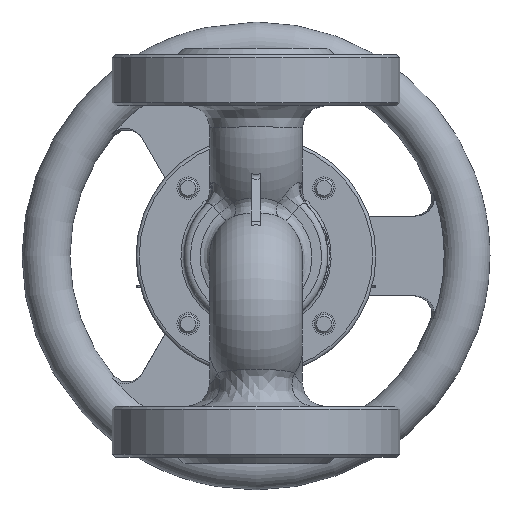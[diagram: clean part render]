
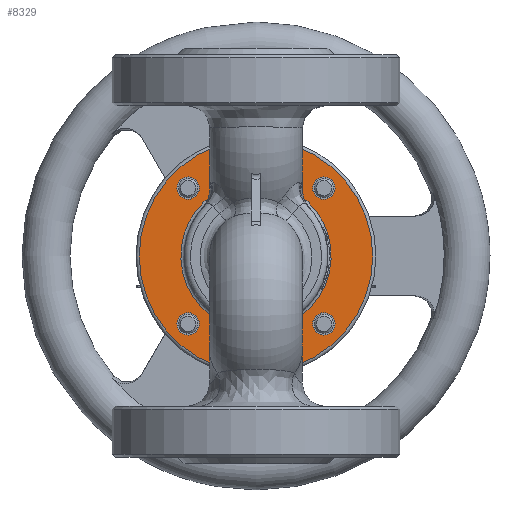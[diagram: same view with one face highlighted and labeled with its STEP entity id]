
A CAD part, front view. The second image highlights one B-rep face of the part: STEP entity #8329.
In plain terms, the highlighted planar face has unit normal (0, -1, 0).
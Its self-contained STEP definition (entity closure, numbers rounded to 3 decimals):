
#231=FACE_BOUND('',#1177,.T.);
#232=FACE_BOUND('',#1178,.T.);
#233=FACE_BOUND('',#1179,.T.);
#234=FACE_BOUND('',#1180,.T.);
#235=FACE_BOUND('',#1181,.T.);
#357=PLANE('',#9012);
#662=FACE_OUTER_BOUND('',#1176,.T.);
#1176=EDGE_LOOP('',(#5622));
#1177=EDGE_LOOP('',(#5623));
#1178=EDGE_LOOP('',(#5624));
#1179=EDGE_LOOP('',(#5625));
#1180=EDGE_LOOP('',(#5626));
#1181=EDGE_LOOP('',(#5627,#5628,#5629,#5630,#5631,#5632,#5633,#5634));
#1724=CIRCLE('',#8988,1.);
#1727=CIRCLE('',#8993,3.);
#1731=CIRCLE('',#8999,3.);
#1735=CIRCLE('',#9004,1.);
#1737=CIRCLE('',#9007,23.5);
#1738=CIRCLE('',#9013,36.5);
#1739=CIRCLE('',#9014,3.5);
#1740=CIRCLE('',#9015,3.5);
#1741=CIRCLE('',#9016,3.5);
#1742=CIRCLE('',#9017,3.5);
#2266=LINE('',#13112,#2633);
#2268=LINE('',#13124,#2635);
#2270=LINE('',#13136,#2637);
#2633=VECTOR('',#10093,10.);
#2635=VECTOR('',#10107,10.);
#2637=VECTOR('',#10121,10.);
#3342=VERTEX_POINT('',#13101);
#3344=VERTEX_POINT('',#13105);
#3346=VERTEX_POINT('',#13110);
#3348=VERTEX_POINT('',#13116);
#3350=VERTEX_POINT('',#13122);
#3352=VERTEX_POINT('',#13128);
#3354=VERTEX_POINT('',#13134);
#3355=VERTEX_POINT('',#13147);
#3364=VERTEX_POINT('',#13222);
#3365=VERTEX_POINT('',#13224);
#3366=VERTEX_POINT('',#13226);
#3367=VERTEX_POINT('',#13228);
#3368=VERTEX_POINT('',#13230);
#4169=EDGE_CURVE('',#3344,#3342,#1724,.T.);
#4171=EDGE_CURVE('',#3346,#3344,#2266,.T.);
#4174=EDGE_CURVE('',#3348,#3346,#1727,.T.);
#4177=EDGE_CURVE('',#3350,#3348,#2268,.T.);
#4180=EDGE_CURVE('',#3352,#3350,#1731,.T.);
#4183=EDGE_CURVE('',#3354,#3352,#2270,.T.);
#4186=EDGE_CURVE('',#3355,#3354,#1735,.T.);
#4188=EDGE_CURVE('',#3342,#3355,#1737,.T.);
#4201=EDGE_CURVE('',#3364,#3364,#1738,.T.);
#4202=EDGE_CURVE('',#3365,#3365,#1739,.T.);
#4203=EDGE_CURVE('',#3366,#3366,#1740,.T.);
#4204=EDGE_CURVE('',#3367,#3367,#1741,.T.);
#4205=EDGE_CURVE('',#3368,#3368,#1742,.T.);
#5622=ORIENTED_EDGE('',*,*,#4201,.F.);
#5623=ORIENTED_EDGE('',*,*,#4202,.F.);
#5624=ORIENTED_EDGE('',*,*,#4203,.F.);
#5625=ORIENTED_EDGE('',*,*,#4204,.F.);
#5626=ORIENTED_EDGE('',*,*,#4205,.F.);
#5627=ORIENTED_EDGE('',*,*,#4169,.F.);
#5628=ORIENTED_EDGE('',*,*,#4171,.F.);
#5629=ORIENTED_EDGE('',*,*,#4174,.F.);
#5630=ORIENTED_EDGE('',*,*,#4177,.F.);
#5631=ORIENTED_EDGE('',*,*,#4180,.F.);
#5632=ORIENTED_EDGE('',*,*,#4183,.F.);
#5633=ORIENTED_EDGE('',*,*,#4186,.F.);
#5634=ORIENTED_EDGE('',*,*,#4188,.F.);
#8329=ADVANCED_FACE('',(#662,#231,#232,#233,#234,#235),#357,.F.);
#8988=AXIS2_PLACEMENT_3D('',#13107,#10087,#10088);
#8993=AXIS2_PLACEMENT_3D('',#13118,#10099,#10100);
#8999=AXIS2_PLACEMENT_3D('',#13130,#10113,#10114);
#9004=AXIS2_PLACEMENT_3D('',#13149,#10125,#10126);
#9007=AXIS2_PLACEMENT_3D('',#13152,#10131,#10132);
#9012=AXIS2_PLACEMENT_3D('',#13221,#10149,#10150);
#9013=AXIS2_PLACEMENT_3D('',#13223,#10151,#10152);
#9014=AXIS2_PLACEMENT_3D('',#13225,#10153,#10154);
#9015=AXIS2_PLACEMENT_3D('',#13227,#10155,#10156);
#9016=AXIS2_PLACEMENT_3D('',#13229,#10157,#10158);
#9017=AXIS2_PLACEMENT_3D('',#13231,#10159,#10160);
#10087=DIRECTION('center_axis',(0.,1.,0.));
#10088=DIRECTION('ref_axis',(-0.814,0.,0.58));
#10093=DIRECTION('',(0.,0.,1.));
#10099=DIRECTION('center_axis',(0.,-1.,0.));
#10100=DIRECTION('ref_axis',(0.707,0.,-0.707));
#10107=DIRECTION('',(1.,0.,0.));
#10113=DIRECTION('center_axis',(0.,-1.,0.));
#10114=DIRECTION('ref_axis',(-0.707,0.,-0.707));
#10121=DIRECTION('',(0.,0.,-1.));
#10125=DIRECTION('center_axis',(0.,1.,0.));
#10126=DIRECTION('ref_axis',(0.814,0.,0.58));
#10131=DIRECTION('center_axis',(0.,-1.,0.));
#10132=DIRECTION('ref_axis',(0.,0.,
1.));
#10149=DIRECTION('center_axis',(0.,1.,0.));
#10150=DIRECTION('ref_axis',(0.,0.,1.));
#10151=DIRECTION('center_axis',(0.,1.,0.));
#10152=DIRECTION('ref_axis',(-1.,0.,0.));
#10153=DIRECTION('center_axis',(0.,-1.,0.));
#10154=DIRECTION('ref_axis',(-1.,0.,0.));
#10155=DIRECTION('center_axis',(0.,-1.,0.));
#10156=DIRECTION('ref_axis',(-1.,0.,0.));
#10157=DIRECTION('center_axis',(0.,-1.,0.));
#10158=DIRECTION('ref_axis',(-1.,0.,0.));
#10159=DIRECTION('center_axis',(0.,-1.,0.));
#10160=DIRECTION('ref_axis',(-1.,0.,0.));
#13101=CARTESIAN_POINT('',(7.673,50.,-69.212));
#13105=CARTESIAN_POINT('',(7.,50.,-70.157));
#13107=CARTESIAN_POINT('Origin',(8.,50.,-70.157));
#13110=CARTESIAN_POINT('',(7.,50.,-71.5));
#13112=CARTESIAN_POINT('',(7.,50.,-57.843));
#13116=CARTESIAN_POINT('',(4.,50.,-74.5));
#13118=CARTESIAN_POINT('Origin',(4.,50.,-71.5));
#13122=CARTESIAN_POINT('',(-4.,50.,-74.5));
#13124=CARTESIAN_POINT('',(3.,50.,-74.5));
#13128=CARTESIAN_POINT('',(-7.,50.,-71.5));
#13130=CARTESIAN_POINT('Origin',(-4.,50.,-71.5));
#13134=CARTESIAN_POINT('',(-7.,50.,-70.157));
#13136=CARTESIAN_POINT('',(-7.,50.,-60.25));
#13147=CARTESIAN_POINT('',(-7.673,50.,-69.212));
#13149=CARTESIAN_POINT('Origin',(-8.,50.,-70.157));
#13152=CARTESIAN_POINT('Origin',(0.,50.,-47.));
#13221=CARTESIAN_POINT('Origin',(0.,50.,-47.));
#13222=CARTESIAN_POINT('',(0.,50.,-83.5));
#13223=CARTESIAN_POINT('Origin',(0.,50.,-47.));
#13224=CARTESIAN_POINT('',(24.713,50.,-25.787));
#13225=CARTESIAN_POINT('Origin',(21.213,50.,-25.787));
#13226=CARTESIAN_POINT('',(-17.713,50.,-25.787));
#13227=CARTESIAN_POINT('Origin',(-21.213,50.,-25.787));
#13228=CARTESIAN_POINT('',(-17.713,50.,-68.213));
#13229=CARTESIAN_POINT('Origin',(-21.213,50.,-68.213));
#13230=CARTESIAN_POINT('',(24.713,50.,-68.213));
#13231=CARTESIAN_POINT('Origin',(21.213,50.,-68.213));
